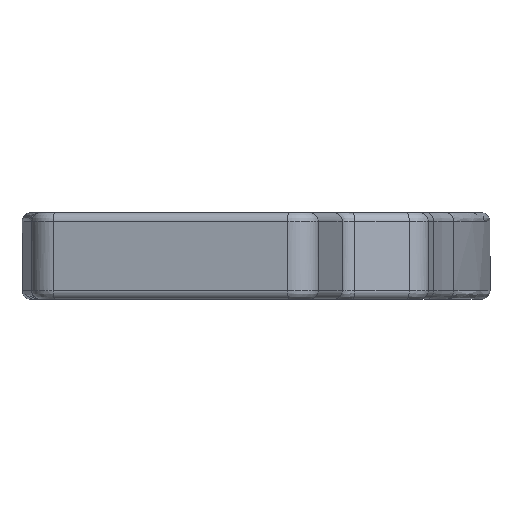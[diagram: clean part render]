
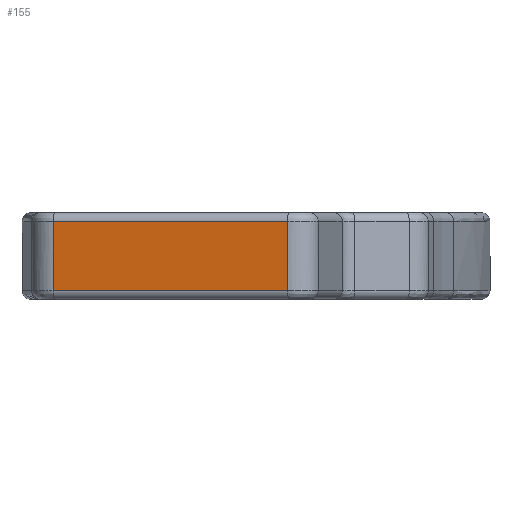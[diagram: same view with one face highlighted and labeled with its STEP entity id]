
A CAD part, left-side view. The second image highlights one B-rep face of the part: STEP entity #155.
In plain terms, the highlighted planar face has unit normal (-0.985, 0.174, 0).
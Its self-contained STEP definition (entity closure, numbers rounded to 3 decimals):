
#155=ADVANCED_FACE('',(#642),#7635,.T.);
#642=FACE_OUTER_BOUND('',#1108,.T.);
#1108=EDGE_LOOP('',(#2087,#2088,#2089,#2090));
#2087=ORIENTED_EDGE('',*,*,#4369,.T.);
#2088=ORIENTED_EDGE('',*,*,#4370,.F.);
#2089=ORIENTED_EDGE('',*,*,#4368,.T.);
#2090=ORIENTED_EDGE('',*,*,#4371,.T.);
#4368=EDGE_CURVE('',#6843,#6841,#5414,.T.);
#4369=EDGE_CURVE('',#6842,#6844,#5415,.T.);
#4370=EDGE_CURVE('',#6843,#6844,#6112,.T.);
#4371=EDGE_CURVE('',#6841,#6842,#6113,.T.);
#5414=B_SPLINE_CURVE_WITH_KNOTS('',1,(#11600,#11601),.UNSPECIFIED.,.F.,
 .F.,(2,2),(0.,53.74),.UNSPECIFIED.);
#5415=B_SPLINE_CURVE_WITH_KNOTS('',1,(#11602,#11603),.UNSPECIFIED.,.F.,
 .F.,(2,2),(0.,53.74),.UNSPECIFIED.);
#6112=(
BOUNDED_CURVE()
B_SPLINE_CURVE(1,(#11604,#11605,#11606,#11607),.UNSPECIFIED.,.F.,.F.)
B_SPLINE_CURVE_WITH_KNOTS((2,1,1,2),(0.,9.,14.6,
15.6),.UNSPECIFIED.)
CURVE()
GEOMETRIC_REPRESENTATION_ITEM()
RATIONAL_B_SPLINE_CURVE((1.,1.,1.,1.))
REPRESENTATION_ITEM('')
);
#6113=(
BOUNDED_CURVE()
B_SPLINE_CURVE(1,(#11608,#11609,#11610,#11611),.UNSPECIFIED.,.F.,.F.)
B_SPLINE_CURVE_WITH_KNOTS((2,1,1,2),(0.,9.,14.6,
15.6),.UNSPECIFIED.)
CURVE()
GEOMETRIC_REPRESENTATION_ITEM()
RATIONAL_B_SPLINE_CURVE((1.,1.,1.,1.))
REPRESENTATION_ITEM('')
);
#6841=VERTEX_POINT('',#9955);
#6842=VERTEX_POINT('',#9956);
#6843=VERTEX_POINT('',#9957);
#6844=VERTEX_POINT('',#9958);
#7635=PLANE('',#7960);
#7960=AXIS2_PLACEMENT_3D('',#8831,#8384,$);
#8384=DIRECTION('',(-0.985,0.174,0.));
#8831=CARTESIAN_POINT('',(-107.699,58.664,3.));
#9955=CARTESIAN_POINT('',(-107.699,58.664,18.6));
#9956=CARTESIAN_POINT('',(-107.699,58.664,3.));
#9957=CARTESIAN_POINT('',(-117.031,5.741,18.6));
#9958=CARTESIAN_POINT('',(-117.031,5.741,3.));
#11600=CARTESIAN_POINT('',(-117.031,5.741,18.6));
#11601=CARTESIAN_POINT('',(-107.699,58.664,18.6));
#11602=CARTESIAN_POINT('',(-107.699,58.664,3.));
#11603=CARTESIAN_POINT('',(-117.031,5.741,3.));
#11604=CARTESIAN_POINT('',(-117.031,5.741,18.6));
#11605=CARTESIAN_POINT('',(-117.031,5.741,9.6));
#11606=CARTESIAN_POINT('',(-117.031,5.741,4.));
#11607=CARTESIAN_POINT('',(-117.031,5.741,3.));
#11608=CARTESIAN_POINT('',(-107.699,58.664,18.6));
#11609=CARTESIAN_POINT('',(-107.699,58.664,9.6));
#11610=CARTESIAN_POINT('',(-107.699,58.664,4.));
#11611=CARTESIAN_POINT('',(-107.699,58.664,3.));
